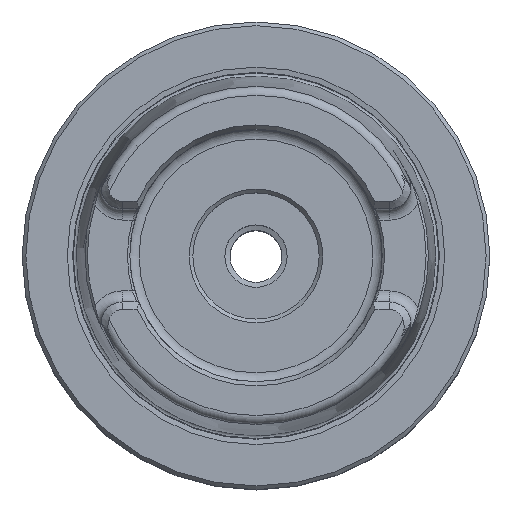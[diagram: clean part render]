
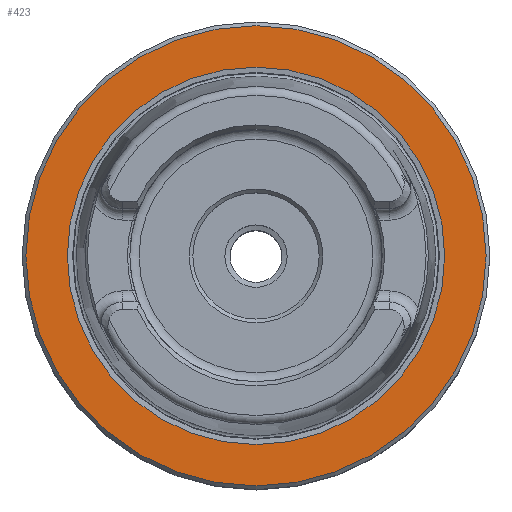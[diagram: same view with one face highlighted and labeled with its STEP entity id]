
A CAD part, top view. The second image highlights one B-rep face of the part: STEP entity #423.
In plain terms, the highlighted planar face has unit normal (0, 0, 1).
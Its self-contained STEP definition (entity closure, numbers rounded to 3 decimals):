
#362=PLANE('',#1808);
#423=ADVANCED_FACE('',(#583,#584),#362,.F.);
#583=FACE_BOUND('',#689,.T.);
#584=FACE_BOUND('',#690,.T.);
#689=EDGE_LOOP('',(#921));
#690=EDGE_LOOP('',(#922));
#921=ORIENTED_EDGE('',*,*,#1475,.T.);
#922=ORIENTED_EDGE('',*,*,#1470,.T.);
#1310=VERTEX_POINT('',#2985);
#1315=VERTEX_POINT('',#3001);
#1470=EDGE_CURVE('',#1310,#1310,#1641,.T.);
#1475=EDGE_CURVE('',#1315,#1315,#1646,.T.);
#1641=CIRCLE('',#1796,25.42);
#1646=CIRCLE('',#1807,31.);
#1796=AXIS2_PLACEMENT_3D('',#2984,#2080,#2081);
#1807=AXIS2_PLACEMENT_3D('',#3000,#2102,#2103);
#1808=AXIS2_PLACEMENT_3D('',#3002,#2104,#2105);
#2080=DIRECTION('',(0.,0.,-1.));
#2081=DIRECTION('',(1.,0.,0.));
#2102=DIRECTION('',(0.,0.,1.));
#2103=DIRECTION('',(1.,0.,0.));
#2104=DIRECTION('',(0.,0.,-1.));
#2105=DIRECTION('',(-1.,0.,0.));
#2984=CARTESIAN_POINT('',(0.,0.,0.));
#2985=CARTESIAN_POINT('',(25.42,0.,0.));
#3000=CARTESIAN_POINT('',(0.,0.,0.));
#3001=CARTESIAN_POINT('',(31.,0.,0.));
#3002=CARTESIAN_POINT('',(-31.5,0.,0.));
